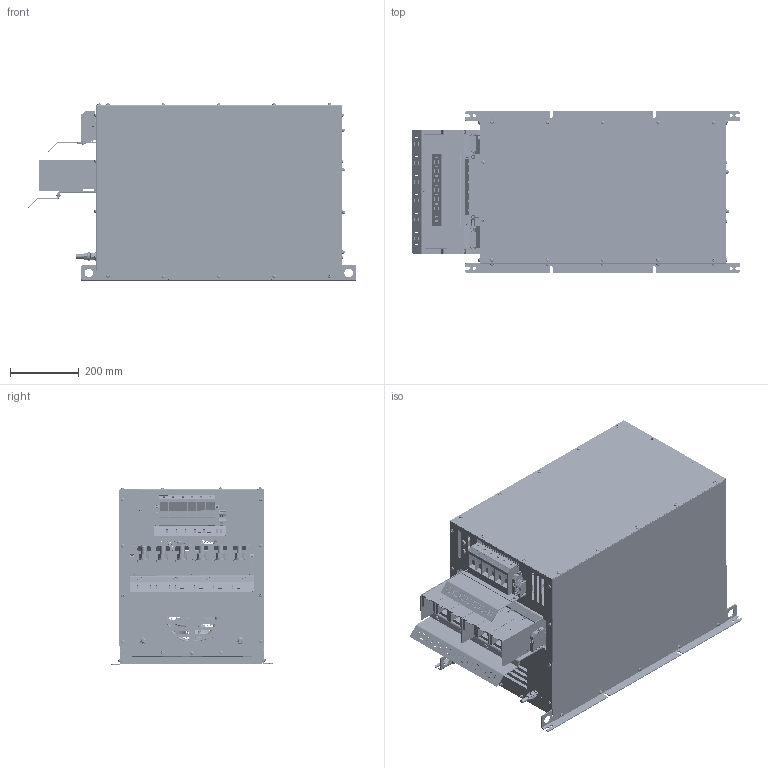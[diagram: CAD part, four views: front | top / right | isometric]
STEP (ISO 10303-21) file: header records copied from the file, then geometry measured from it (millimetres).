
FILE_DESCRIPTION(/* description */ (''),/* implementation_level */ '2;1');
FILE_NAME(/* name */ 'X8 IP20 if1.stp',/* time_stamp */ '2014-09-01T11:51:24+02:00',/* author */ ('MK'),/* organization */ (''),/* preprocessor_version */ 'ST-DEVELOPER v15.6',/* originating_system */ 'Autodesk Inventor 2015',/* authorisation */ '');
FILE_SCHEMA (('AUTOMOTIVE_DESIGN { 1 0 10303 214 3 1 1 }'));
Products named in the file (38): 10100531 Seitenwand X8-A1; 10100530 Lüfterblech X8-A1; 10100529 Anschlussblech X8-A1; DIN 7985 (Z) - M5x6-Z; 10900009 Schutzgitter LZ 24; 11100001 Sicherungshalter 6_3x32; 11100001-1 Mutter M12; 11100001-2 Kappe; Klemmenblech WDU95; Hutschiene 35x7x210mm; WEW_35_1_1059000000 ; WDU_95N_120N_1820550000; WDU_2_5_1020000000; WEW_35_2_1061200000; WAP_2_5_10_1050000000; Zugentlastung WDU95; DIN 7984 - M5 x 8; WDU95-120+2,5; Klemmenblech WWF300; Hutschiene 35x7x360mm; Trennplatte WFF300; WFF_300_1028700000; WAH_185___300_BL_1064780000; WAH_185___300_BL_1064780000_MIR; Zugentlastung WFF300; WWF300; DIN 6798 - A  13; ISO 4017 - M12 x 60DIN EN; DIN 125 - A 13; DIN 128 - A12; ISO 4032 - M12DIN EN; 10100404 Deckel X7-X8; DIN 125 - A 5,3; DIN 912 - M5 x 0,8 x 50 x 22; DIN 128 - A5; 10100404 Bodenblech X7+X8-A; 10900031 Lüfter W2S130BM0301; X8 IP20 if1
Bounding box: 955.04 x 468.01 x 515.28 mm (x, y, z)
Volume: 6645686.6 mm3; surface area: 5421386.6 mm2
Topology: 151 solids, 259 shells, 10431 faces, 29780 edges, 19894 vertices
Faces by surface type: plane 6516, cylinder 2318, torus 760, cone 466, bspline 309, sphere 62
Full cylindrical faces by diameter (mm): 1 x4, 1.396 x16, 1.5 x2, 1.9 x4, 2.5 x4, 3.242 x20, 3.95 x4, 4 x17, 4.134 x49, 4.25 x16, 4.6 x44, 5 x58, 5.3 x4, 5.4 x4, 5.6 x1, 6 x10, 6.5 x46, 6.8 x2, 7 x28, 7.1 x2, 8.4 x4, 8.5 x20, 9 x4, 9.2 x2, 9.4 x4, 9.5 x2, 10 x4, 10.106 x4, 10.5 x2, 10.917 x2
Entity records: 151936 total; most frequent: CARTESIAN_POINT 43989, DIRECTION 21613, ORIENTED_EDGE 21257, EDGE_CURVE 11304, VERTEX_POINT 7775, AXIS2_PLACEMENT_3D 7286, LINE 7041, VECTOR 7041
